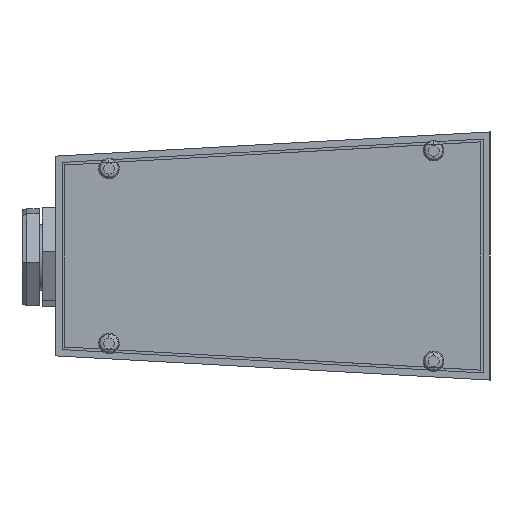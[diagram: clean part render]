
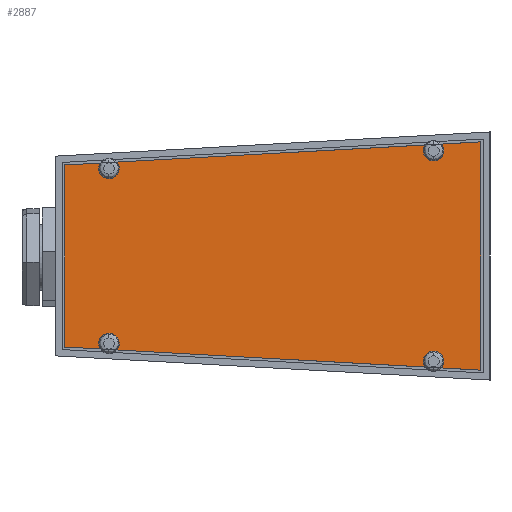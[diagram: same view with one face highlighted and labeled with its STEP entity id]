
A CAD part, left-side view. The second image highlights one B-rep face of the part: STEP entity #2887.
In plain terms, the highlighted planar face has unit normal (-1, 0, 0).
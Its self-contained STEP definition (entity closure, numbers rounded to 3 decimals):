
#16 = DIRECTION ( 'NONE',  ( 0., 0., 1. ) ) ;
#21 = CARTESIAN_POINT ( 'NONE',  ( -1498., -26.596, -56.811 ) ) ;
#36 = EDGE_CURVE ( 'NONE', #1176, #4225, #1621, .T. ) ;
#72 = CARTESIAN_POINT ( 'NONE',  ( -1498., 42.732, -12.823 ) ) ;
#103 = CARTESIAN_POINT ( 'NONE',  ( -1498., 0., 0. ) ) ;
#109 = CARTESIAN_POINT ( 'NONE',  ( -1498., 44.446, -49.38 ) ) ;
#150 = CARTESIAN_POINT ( 'NONE',  ( -1498., 3.065, -55.163 ) ) ;
#200 = EDGE_CURVE ( 'NONE', #3527, #317, #4412, .T. ) ;
#286 = CIRCLE ( 'NONE', #510, 2.2 ) ;
#316 = ORIENTED_EDGE ( 'NONE', *, *, #1688, .F. ) ;
#317 = VERTEX_POINT ( 'NONE', #2318 ) ;
#328 = CARTESIAN_POINT ( 'NONE',  ( -1498., -0.579, -10.417 ) ) ;
#359 = AXIS2_PLACEMENT_3D ( 'NONE', #4857, #2421, #16 ) ;
#372 = VERTEX_POINT ( 'NONE', #4810 ) ;
#385 = CARTESIAN_POINT ( 'NONE',  ( -1498., 44.446, -14.202 ) ) ;
#429 = AXIS2_PLACEMENT_3D ( 'NONE', #103, #2917, #508 ) ;
#433 = DIRECTION ( 'NONE',  ( -1., 0., 0. ) ) ;
#464 = CIRCLE ( 'NONE', #1436, 2.2 ) ;
#467 = VECTOR ( 'NONE', #2762, 1000. ) ;
#489 = VERTEX_POINT ( 'NONE', #1452 ) ;
#508 = DIRECTION ( 'NONE',  ( 0., 0., 1. ) ) ;
#510 = AXIS2_PLACEMENT_3D ( 'NONE', #3970, #1545, #4376 ) ;
#511 = CARTESIAN_POINT ( 'NONE',  ( -1498., -23.088, -9.166 ) ) ;
#572 = EDGE_CURVE ( 'NONE', #317, #3002, #3367, .T. ) ;
#574 = EDGE_CURVE ( 'NONE', #1636, #3527, #286, .T. ) ;
#718 = DIRECTION ( 'NONE',  ( 0., 0., 1. ) ) ;
#719 = CIRCLE ( 'NONE', #4516, 2.2 ) ;
#728 = VECTOR ( 'NONE', #1760, 1000. ) ;
#790 = DIRECTION ( 'NONE',  ( 0., 0., 1. ) ) ;
#796 = CARTESIAN_POINT ( 'NONE',  ( -1498., 53.857, -52.341 ) ) ;
#814 = VERTEX_POINT ( 'NONE', #72 ) ;
#817 = ORIENTED_EDGE ( 'NONE', *, *, #1320, .F. ) ;
#837 = LINE ( 'NONE', #1765, #2853 ) ;
#901 = CARTESIAN_POINT ( 'NONE',  ( -1498., -24.915, -12.591 ) ) ;
#920 = ORIENTED_EDGE ( 'NONE', *, *, #2639, .F. ) ;
#937 = EDGE_CURVE ( 'NONE', #2836, #2018, #5026, .T. ) ;
#1058 = CARTESIAN_POINT ( 'NONE',  ( -1498., -24.915, -10.391 ) ) ;
#1074 = VECTOR ( 'NONE', #2230, 1000. ) ;
#1123 = VERTEX_POINT ( 'NONE', #5111 ) ;
#1174 = CARTESIAN_POINT ( 'NONE',  ( -1498., 3.065, -55.163 ) ) ;
#1176 = VERTEX_POINT ( 'NONE', #5085 ) ;
#1195 = VERTEX_POINT ( 'NONE', #3880 ) ;
#1320 = EDGE_CURVE ( 'NONE', #2018, #489, #3114, .T. ) ;
#1346 = CARTESIAN_POINT ( 'NONE',  ( -1498., 44.446, -51.58 ) ) ;
#1414 = EDGE_CURVE ( 'NONE', #1123, #372, #719, .T. ) ;
#1436 = AXIS2_PLACEMENT_3D ( 'NONE', #2847, #433, #3247 ) ;
#1452 = CARTESIAN_POINT ( 'NONE',  ( -1498., 53.857, -13.441 ) ) ;
#1472 = DIRECTION ( 'NONE',  ( 0., 0., 1. ) ) ;
#1489 = EDGE_CURVE ( 'NONE', #1195, #2932, #1541, .T. ) ;
#1525 = EDGE_CURVE ( 'NONE', #4225, #2836, #464, .T. ) ;
#1541 = CIRCLE ( 'NONE', #359, 2.2 ) ;
#1545 = DIRECTION ( 'NONE',  ( -1., 0., 0. ) ) ;
#1552 = LINE ( 'NONE', #2353, #467 ) ;
#1582 = AXIS2_PLACEMENT_3D ( 'NONE', #4054, #1630, #4455 ) ;
#1621 = CIRCLE ( 'NONE', #3899, 2.2 ) ;
#1630 = DIRECTION ( 'NONE',  ( -1., 0., 0. ) ) ;
#1636 = VERTEX_POINT ( 'NONE', #511 ) ;
#1688 = EDGE_CURVE ( 'NONE', #489, #1123, #837, .T. ) ;
#1746 = DIRECTION ( 'NONE',  ( 0., 0., 1. ) ) ;
#1760 = DIRECTION ( 'NONE',  ( 0., 0.998, 0.055 ) ) ;
#1762 = VECTOR ( 'NONE', #3769, 1000. ) ;
#1765 = CARTESIAN_POINT ( 'NONE',  ( -1498., -0.579, -10.417 ) ) ;
#1805 = CARTESIAN_POINT ( 'NONE',  ( -1498., -34.981, -8.505 ) ) ;
#1862 = FACE_OUTER_BOUND ( 'NONE', #4283, .T. ) ;
#1926 = LINE ( 'NONE', #1174, #5032 ) ;
#2018 = VERTEX_POINT ( 'NONE', #796 ) ;
#2032 = VECTOR ( 'NONE', #718, 1000. ) ;
#2047 = EDGE_CURVE ( 'NONE', #372, #814, #3320, .T. ) ;
#2065 = DIRECTION ( 'NONE',  ( -1., 0., 0. ) ) ;
#2095 = PLANE ( 'NONE',  #429 ) ;
#2157 = DIRECTION ( 'NONE',  ( 0., -0.998, 0.055 ) ) ;
#2230 = DIRECTION ( 'NONE',  ( 0., 0.998, 0.055 ) ) ;
#2304 = VECTOR ( 'NONE', #3147, 1000. ) ;
#2318 = CARTESIAN_POINT ( 'NONE',  ( -1498., -26.596, -8.971 ) ) ;
#2353 = CARTESIAN_POINT ( 'NONE',  ( -1498., -34.981, 0. ) ) ;
#2378 = ORIENTED_EDGE ( 'NONE', *, *, #572, .F. ) ;
#2421 = DIRECTION ( 'NONE',  ( -1., 0., 0. ) ) ;
#2567 = CARTESIAN_POINT ( 'NONE',  ( -1498., -23.088, -56.616 ) ) ;
#2639 = EDGE_CURVE ( 'NONE', #3002, #3520, #1552, .T. ) ;
#2762 = DIRECTION ( 'NONE',  ( 0., 0., -1. ) ) ;
#2792 = DIRECTION ( 'NONE',  ( 0., 0.998, 0.055 ) ) ;
#2836 = VERTEX_POINT ( 'NONE', #2869 ) ;
#2838 = ORIENTED_EDGE ( 'NONE', *, *, #200, .F. ) ;
#2847 = CARTESIAN_POINT ( 'NONE',  ( -1498., 44.446, -51.58 ) ) ;
#2853 = VECTOR ( 'NONE', #2157, 1000. ) ;
#2869 = CARTESIAN_POINT ( 'NONE',  ( -1498., 46.302, -52.761 ) ) ;
#2887 = ADVANCED_FACE ( 'NONE', ( #1862 ), #2095, .T. ) ;
#2898 = CARTESIAN_POINT ( 'NONE',  ( -1498., -34.981, -57.277 ) ) ;
#2917 = DIRECTION ( 'NONE',  ( -1., 0., 0. ) ) ;
#2932 = VERTEX_POINT ( 'NONE', #2567 ) ;
#2940 = ORIENTED_EDGE ( 'NONE', *, *, #1489, .F. ) ;
#2953 = LINE ( 'NONE', #3357, #1762 ) ;
#3002 = VERTEX_POINT ( 'NONE', #1805 ) ;
#3058 = ORIENTED_EDGE ( 'NONE', *, *, #4379, .F. ) ;
#3114 = LINE ( 'NONE', #3975, #2032 ) ;
#3147 = DIRECTION ( 'NONE',  ( 0., -0.998, 0.055 ) ) ;
#3205 = DIRECTION ( 'NONE',  ( -1., 0., 0. ) ) ;
#3247 = DIRECTION ( 'NONE',  ( 0., 0., 1. ) ) ;
#3281 = EDGE_CURVE ( 'NONE', #3520, #4677, #1926, .T. ) ;
#3320 = CIRCLE ( 'NONE', #1582, 2.2 ) ;
#3357 = CARTESIAN_POINT ( 'NONE',  ( -1498., -0.579, -10.417 ) ) ;
#3367 = LINE ( 'NONE', #328, #2304 ) ;
#3398 = CARTESIAN_POINT ( 'NONE',  ( -1498., 3.065, -55.163 ) ) ;
#3438 = EDGE_CURVE ( 'NONE', #4677, #1195, #4651, .T. ) ;
#3520 = VERTEX_POINT ( 'NONE', #2898 ) ;
#3527 = VERTEX_POINT ( 'NONE', #901 ) ;
#3639 = ORIENTED_EDGE ( 'NONE', *, *, #1414, .F. ) ;
#3659 = ORIENTED_EDGE ( 'NONE', *, *, #3281, .F. ) ;
#3732 = AXIS2_PLACEMENT_3D ( 'NONE', #4498, #2065, #4906 ) ;
#3769 = DIRECTION ( 'NONE',  ( 0., -0.998, 0.055 ) ) ;
#3880 = CARTESIAN_POINT ( 'NONE',  ( -1498., -24.915, -53.191 ) ) ;
#3897 = DIRECTION ( 'NONE',  ( -1., 0., 0. ) ) ;
#3899 = AXIS2_PLACEMENT_3D ( 'NONE', #1346, #4176, #1746 ) ;
#3970 = CARTESIAN_POINT ( 'NONE',  ( -1498., -24.915, -10.391 ) ) ;
#3975 = CARTESIAN_POINT ( 'NONE',  ( -1498., 53.857, 0. ) ) ;
#4038 = ORIENTED_EDGE ( 'NONE', *, *, #36, .F. ) ;
#4054 = CARTESIAN_POINT ( 'NONE',  ( -1498., 44.446, -14.202 ) ) ;
#4146 = ORIENTED_EDGE ( 'NONE', *, *, #3438, .F. ) ;
#4176 = DIRECTION ( 'NONE',  ( -1., 0., 0. ) ) ;
#4225 = VERTEX_POINT ( 'NONE', #109 ) ;
#4283 = EDGE_LOOP ( 'NONE', ( #2378, #2838, #4971, #4865, #5128, #3639, #316, #817, #4984, #4994, #4038, #3058, #2940, #4146, #3659, #920 ) ) ;
#4317 = LINE ( 'NONE', #3398, #1074 ) ;
#4341 = AXIS2_PLACEMENT_3D ( 'NONE', #1058, #3897, #1472 ) ;
#4376 = DIRECTION ( 'NONE',  ( 0., 0., 1. ) ) ;
#4379 = EDGE_CURVE ( 'NONE', #2932, #1176, #4317, .T. ) ;
#4412 = CIRCLE ( 'NONE', #4341, 2.2 ) ;
#4455 = DIRECTION ( 'NONE',  ( 0., 0., 1. ) ) ;
#4498 = CARTESIAN_POINT ( 'NONE',  ( -1498., -24.915, -55.391 ) ) ;
#4516 = AXIS2_PLACEMENT_3D ( 'NONE', #385, #3205, #790 ) ;
#4651 = CIRCLE ( 'NONE', #3732, 2.2 ) ;
#4677 = VERTEX_POINT ( 'NONE', #21 ) ;
#4810 = CARTESIAN_POINT ( 'NONE',  ( -1498., 44.446, -16.402 ) ) ;
#4857 = CARTESIAN_POINT ( 'NONE',  ( -1498., -24.915, -55.391 ) ) ;
#4865 = ORIENTED_EDGE ( 'NONE', *, *, #5086, .F. ) ;
#4906 = DIRECTION ( 'NONE',  ( 0., 0., 1. ) ) ;
#4971 = ORIENTED_EDGE ( 'NONE', *, *, #574, .F. ) ;
#4984 = ORIENTED_EDGE ( 'NONE', *, *, #937, .F. ) ;
#4994 = ORIENTED_EDGE ( 'NONE', *, *, #1525, .F. ) ;
#5026 = LINE ( 'NONE', #150, #728 ) ;
#5032 = VECTOR ( 'NONE', #2792, 1000. ) ;
#5085 = CARTESIAN_POINT ( 'NONE',  ( -1498., 42.732, -52.96 ) ) ;
#5086 = EDGE_CURVE ( 'NONE', #814, #1636, #2953, .T. ) ;
#5111 = CARTESIAN_POINT ( 'NONE',  ( -1498., 46.302, -13.021 ) ) ;
#5128 = ORIENTED_EDGE ( 'NONE', *, *, #2047, .F. ) ;
